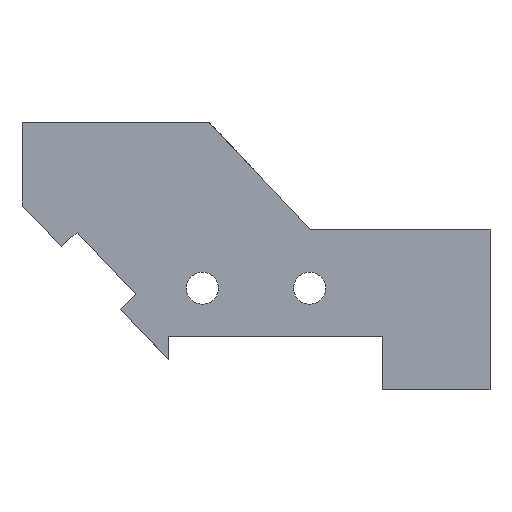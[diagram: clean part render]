
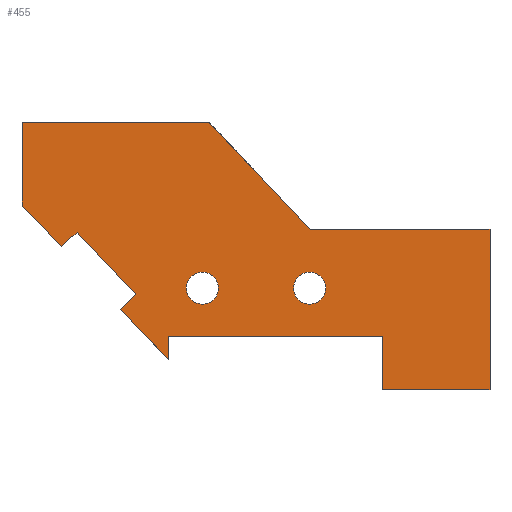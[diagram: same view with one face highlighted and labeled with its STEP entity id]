
A CAD part, front view. The second image highlights one B-rep face of the part: STEP entity #455.
In plain terms, the highlighted planar face has unit normal (0, -1, 0).
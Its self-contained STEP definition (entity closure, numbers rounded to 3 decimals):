
#75=CARTESIAN_POINT('',(-4.,0.,-40.));
#76=VERTEX_POINT('',#75);
#93=CARTESIAN_POINT('',(6.,0.,-40.));
#94=VERTEX_POINT('',#93);
#101=CARTESIAN_POINT('',(6.,0.,-40.));
#102=DIRECTION('',(-1.,0.,0.));
#103=VECTOR('',#102,10.);
#104=LINE('',#101,#103);
#105=EDGE_CURVE('',#94,#76,#104,.T.);
#298=CARTESIAN_POINT('',(-37.675,0.,-22.745));
#299=VERTEX_POINT('',#298);
#306=CARTESIAN_POINT('',(-37.675,0.,-15.));
#307=VERTEX_POINT('',#306);
#308=CARTESIAN_POINT('',(-37.675,0.,-22.745));
#309=DIRECTION('',(0.,0.,1.));
#310=VECTOR('',#309,7.745);
#311=LINE('',#308,#310);
#312=EDGE_CURVE('',#299,#307,#311,.T.);
#323=CARTESIAN_POINT('',(0.,0.,0.));
#324=DIRECTION('',(0.,1.,0.));
#325=DIRECTION('',(0.,0.,1.));
#326=AXIS2_PLACEMENT_3D('',#323,#324,#325);
#327=PLANE('',#326);
#328=CARTESIAN_POINT('',(-20.837,0.,-32.));
#329=VERTEX_POINT('',#328);
#330=CARTESIAN_POINT('',(-20.837,0.,-29.));
#331=VERTEX_POINT('',#330);
#332=CARTESIAN_POINT('',(-20.837,0.,-30.5));
#333=DIRECTION('',(0.,1.,0.));
#334=DIRECTION('',(0.,0.,-1.));
#335=AXIS2_PLACEMENT_3D('',#332,#333,#334);
#336=CIRCLE('',#335,1.5);
#337=EDGE_CURVE('',#329,#331,#336,.T.);
#338=ORIENTED_EDGE('',*,*,#337,.T.);
#339=CARTESIAN_POINT('',(-20.837,0.,-30.5));
#340=DIRECTION('',(0.,1.,0.));
#341=DIRECTION('',(0.,0.,-1.));
#342=AXIS2_PLACEMENT_3D('',#339,#340,#341);
#343=CIRCLE('',#342,1.5);
#344=EDGE_CURVE('',#331,#329,#343,.T.);
#345=ORIENTED_EDGE('',*,*,#344,.T.);
#346=EDGE_LOOP('',(#338,#345));
#347=FACE_BOUND('',#346,.T.);
#348=CARTESIAN_POINT('',(-10.837,0.,-29.));
#349=VERTEX_POINT('',#348);
#350=CARTESIAN_POINT('',(-10.837,0.,-30.5));
#351=DIRECTION('',(0.,1.,0.));
#352=DIRECTION('',(0.,-0.,1.));
#353=AXIS2_PLACEMENT_3D('',#350,#351,#352);
#354=CIRCLE('',#353,1.5);
#355=EDGE_CURVE('',#349,#349,#354,.T.);
#356=ORIENTED_EDGE('',*,*,#355,.T.);
#357=EDGE_LOOP('',(#356));
#358=FACE_BOUND('',#357,.T.);
#359=ORIENTED_EDGE('',*,*,#312,.F.);
#360=CARTESIAN_POINT('',(-33.988,0.,-26.643));
#361=VERTEX_POINT('',#360);
#362=CARTESIAN_POINT('',(-37.675,0.,-22.745));
#363=DIRECTION('',(0.687,0.,-0.726));
#364=VECTOR('',#363,5.366);
#365=LINE('',#362,#364);
#366=EDGE_CURVE('',#299,#361,#365,.T.);
#367=ORIENTED_EDGE('',*,*,#366,.T.);
#368=CARTESIAN_POINT('',(-32.535,0.,-25.268));
#369=VERTEX_POINT('',#368);
#370=CARTESIAN_POINT('',(-33.988,0.,-26.643));
#371=DIRECTION('',(0.726,0.,0.687));
#372=VECTOR('',#371,2.);
#373=LINE('',#370,#372);
#374=EDGE_CURVE('',#361,#369,#373,.T.);
#375=ORIENTED_EDGE('',*,*,#374,.T.);
#376=CARTESIAN_POINT('',(-27.037,0.,-31.08));
#377=VERTEX_POINT('',#376);
#378=CARTESIAN_POINT('',(-27.037,-0.,-31.08));
#379=DIRECTION('',(-0.687,0.,0.726));
#380=VECTOR('',#379,8.);
#381=LINE('',#378,#380);
#382=EDGE_CURVE('',#377,#369,#381,.T.);
#383=ORIENTED_EDGE('',*,*,#382,.F.);
#384=CARTESIAN_POINT('',(-28.49,0.,-32.455));
#385=VERTEX_POINT('',#384);
#386=CARTESIAN_POINT('',(-28.49,0.,-32.455));
#387=DIRECTION('',(0.726,0.,0.687));
#388=VECTOR('',#387,2.);
#389=LINE('',#386,#388);
#390=EDGE_CURVE('',#385,#377,#389,.T.);
#391=ORIENTED_EDGE('',*,*,#390,.F.);
#392=CARTESIAN_POINT('',(-24.,0.,-37.202));
#393=VERTEX_POINT('',#392);
#394=CARTESIAN_POINT('',(-28.49,0.,-32.455));
#395=DIRECTION('',(0.687,0.,-0.726));
#396=VECTOR('',#395,6.534);
#397=LINE('',#394,#396);
#398=EDGE_CURVE('',#385,#393,#397,.T.);
#399=ORIENTED_EDGE('',*,*,#398,.T.);
#400=CARTESIAN_POINT('',(-24.,0.,-35.));
#401=VERTEX_POINT('',#400);
#402=CARTESIAN_POINT('',(-24.,0.,-35.));
#403=DIRECTION('',(0.,0.,-1.));
#404=VECTOR('',#403,2.202);
#405=LINE('',#402,#404);
#406=EDGE_CURVE('',#401,#393,#405,.T.);
#407=ORIENTED_EDGE('',*,*,#406,.F.);
#408=CARTESIAN_POINT('',(-4.,0.,-35.));
#409=VERTEX_POINT('',#408);
#410=CARTESIAN_POINT('',(-4.,0.,-35.));
#411=DIRECTION('',(-1.,0.,0.));
#412=VECTOR('',#411,20.);
#413=LINE('',#410,#412);
#414=EDGE_CURVE('',#409,#401,#413,.T.);
#415=ORIENTED_EDGE('',*,*,#414,.F.);
#416=CARTESIAN_POINT('',(-4.,0.,-35.));
#417=DIRECTION('',(0.,0.,-1.));
#418=VECTOR('',#417,5.);
#419=LINE('',#416,#418);
#420=EDGE_CURVE('',#409,#76,#419,.T.);
#421=ORIENTED_EDGE('',*,*,#420,.T.);
#422=ORIENTED_EDGE('',*,*,#105,.F.);
#423=CARTESIAN_POINT('',(6.,0.,-25.));
#424=VERTEX_POINT('',#423);
#425=CARTESIAN_POINT('',(6.,0.,-25.));
#426=DIRECTION('',(-0.,0.,-1.));
#427=VECTOR('',#426,15.);
#428=LINE('',#425,#427);
#429=EDGE_CURVE('',#424,#94,#428,.T.);
#430=ORIENTED_EDGE('',*,*,#429,.F.);
#431=CARTESIAN_POINT('',(-10.765,0.,-25.));
#432=VERTEX_POINT('',#431);
#433=CARTESIAN_POINT('',(-10.765,0.,-25.));
#434=DIRECTION('',(1.,0.,-0.));
#435=VECTOR('',#434,16.765);
#436=LINE('',#433,#435);
#437=EDGE_CURVE('',#432,#424,#436,.T.);
#438=ORIENTED_EDGE('',*,*,#437,.F.);
#439=CARTESIAN_POINT('',(-20.224,0.,-15.));
#440=VERTEX_POINT('',#439);
#441=CARTESIAN_POINT('',(-20.224,0.,-15.));
#442=DIRECTION('',(0.687,0.,-0.726));
#443=VECTOR('',#442,13.765);
#444=LINE('',#441,#443);
#445=EDGE_CURVE('',#440,#432,#444,.T.);
#446=ORIENTED_EDGE('',*,*,#445,.F.);
#447=CARTESIAN_POINT('',(-37.675,0.,-15.));
#448=DIRECTION('',(1.,0.,-0.));
#449=VECTOR('',#448,17.451);
#450=LINE('',#447,#449);
#451=EDGE_CURVE('',#307,#440,#450,.T.);
#452=ORIENTED_EDGE('',*,*,#451,.F.);
#453=EDGE_LOOP('',(#359,#367,#375,#383,#391,#399,#407,#415,#421,#422,#430,#438,#446,#452));
#454=FACE_BOUND('',#453,.T.);
#455=ADVANCED_FACE('',(#347,#358,#454),#327,.F.);
